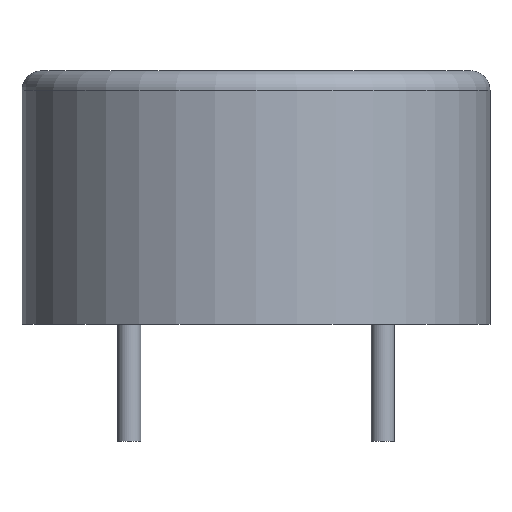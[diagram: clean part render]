
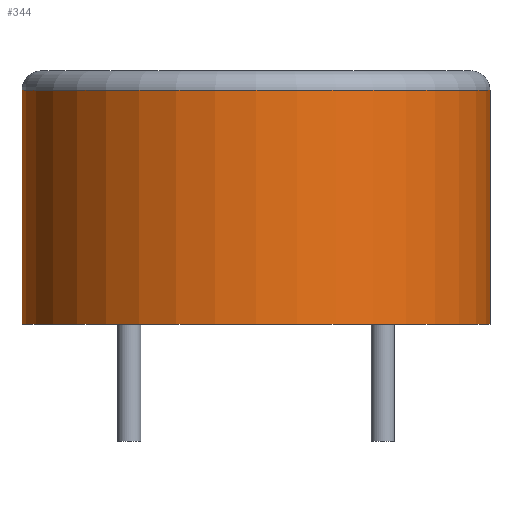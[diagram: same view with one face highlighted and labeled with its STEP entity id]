
A CAD part, front view. The second image highlights one B-rep face of the part: STEP entity #344.
In plain terms, the highlighted cylindrical face has radius 6 mm (diameter 12 mm), a full revolution.
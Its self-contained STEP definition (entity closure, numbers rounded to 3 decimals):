
#344=ADVANCED_FACE('',(#636,#638),#640,.T.);
#636=FACE_OUTER_BOUND('',#637,.T.);
#637=EDGE_LOOP('',(#887));
#638=FACE_OUTER_BOUND('',#639,.T.);
#639=EDGE_LOOP('',(#888));
#640=CYLINDRICAL_SURFACE('',#641,6.);
#641=AXIS2_PLACEMENT_3D('',#642,#643,#644);
#642=CARTESIAN_POINT('',(0.,0.,0.));
#643=DIRECTION('',(0.,0.,1.));
#644=DIRECTION('',(1.,0.,0.));
#887=ORIENTED_EDGE('',*,*,#994,.F.);
#888=ORIENTED_EDGE('',*,*,#996,.T.);
#994=EDGE_CURVE('',#1160,#1160,#1161,.T.);
#996=EDGE_CURVE('',#1164,#1164,#1165,.T.);
#1160=VERTEX_POINT('',#1543);
#1161=CIRCLE('',#1544,6.);
#1164=VERTEX_POINT('',#1553);
#1165=CIRCLE('',#1554,6.);
#1543=CARTESIAN_POINT('',(6.,0.,6.));
#1544=AXIS2_PLACEMENT_3D('',#1545,#1546,#1547);
#1545=CARTESIAN_POINT('',(0.,0.,6.));
#1546=DIRECTION('',(0.,0.,1.));
#1547=DIRECTION('',(1.,0.,0.));
#1553=CARTESIAN_POINT('',(6.,0.,0.));
#1554=AXIS2_PLACEMENT_3D('',#1555,#1556,#1557);
#1555=CARTESIAN_POINT('',(0.,0.,0.));
#1556=DIRECTION('',(0.,0.,1.));
#1557=DIRECTION('',(1.,0.,0.));
